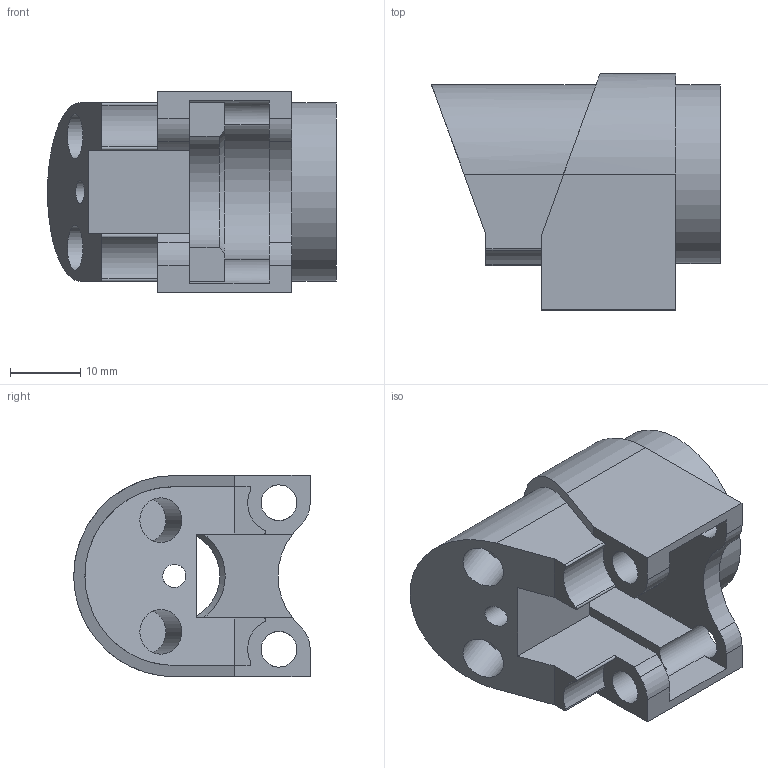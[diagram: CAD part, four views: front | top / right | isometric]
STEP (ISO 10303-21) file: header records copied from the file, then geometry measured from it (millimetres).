
FILE_DESCRIPTION(/* description */ (''),/* implementation_level */ '2;1');
FILE_NAME(/* name */ 'SLIDE_FRONT_STANDARD[1.1].step',/* time_stamp */ '2021-03-02T07:50:17-05:00',/* author */ (''),/* organization */ (''),/* preprocessor_version */ 'ST-DEVELOPER v18.1',/* originating_system */ 'Autodesk Translation Framework v9.7.0.1280',/* authorisation */ '');
FILE_SCHEMA (('AUTOMOTIVE_DESIGN { 1 0 10303 214 3 1 1 }'));
Length unit declared in the file: inch
Products named in the file (1): SLIDE_FRONT_STANDARD[1.1]
Bounding box: 41.06 x 33.61 x 28.57 mm (x, y, z)
Volume: 13878.4 mm3; surface area: 7760.8 mm2
Topology: 1 solids, 1 shells, 59 faces, 165 edges, 107 vertices
Faces by surface type: plane 32, cylinder 24, cone 3
Full cylindrical faces by diameter (mm): 3.302 x1, 5.08 x2, 6.35 x2, 12.954 x1, 25.4 x1
Entity records: 1953 total; most frequent: DIRECTION 343, CARTESIAN_POINT 332, ORIENTED_EDGE 330, EDGE_CURVE 165, AXIS2_PLACEMENT_3D 118, LINE 107, VECTOR 107, VERTEX_POINT 107
